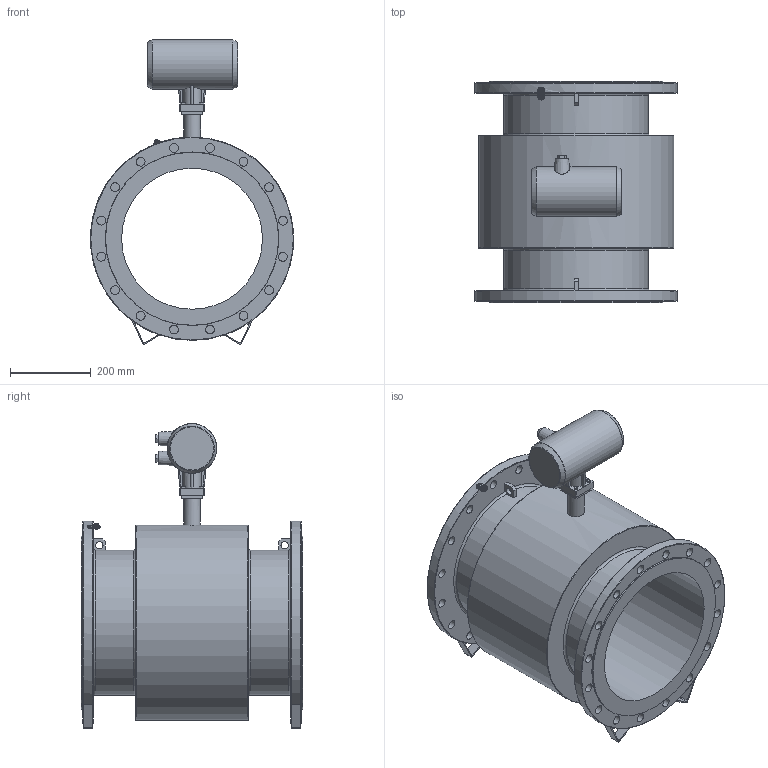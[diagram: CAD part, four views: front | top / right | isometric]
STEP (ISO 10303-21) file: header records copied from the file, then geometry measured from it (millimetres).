
FILE_DESCRIPTION(/* description */ (''),/* implementation_level */ '2;1');
FILE_NAME(/* name */ 'Flowmeter DN350 PN10 Compact.step',/* time_stamp */ '2023-10-05T13:29:02+03:00',/* author */ (''),/* organization */ (''),/* preprocessor_version */ 'ST-DEVELOPER v20',/* originating_system */ 'Autodesk Translation Framework v12.14.0.127',/* authorisation */ '');
FILE_SCHEMA (('AUTOMOTIVE_DESIGN { 1 0 10303 214 3 1 1 }'));
Length unit declared in the file: millimetre
Products named in the file (3): Flowmeter DN350 PN10; Flowmeter v11; A_Compact_version
Assembly tree (2 placements, depth 3):
  Flowmeter DN350 PN10
    Flowmeter v11
      A_Compact_version
Bounding box: 504.16 x 550 x 757 mm (x, y, z)
Volume: 34336094 mm3; surface area: 2136912.7 mm2
Topology: 1 solids, 6 shells, 671 faces, 1713 edges, 1103 vertices
Faces by surface type: plane 234, cylinder 175, bspline 157, cone 91, torus 14
Full cylindrical faces by diameter (mm): 3.332 x2, 3.961 x9, 4.234 x4, 5 x11, 5.5 x1, 6.5 x4, 8 x2, 10.394 x1, 12.394 x1, 14 x1, 17 x2, 18 x2, 18.137 x10, 18.631 x12, 22 x32, 29 x1, 42 x2, 72 x1, 110 x2, 113 x2, 123.5 x1, 350 x1, 359.5 x2, 430 x2, 485 x1
Entity records: 40134 total; most frequent: CARTESIAN_POINT 24845, ORIENTED_EDGE 3426, DIRECTION 2491, EDGE_CURVE 1713, VERTEX_POINT 1103, AXIS2_PLACEMENT_3D 915, EDGE_LOOP 828, FACE_OUTER_BOUND 671
